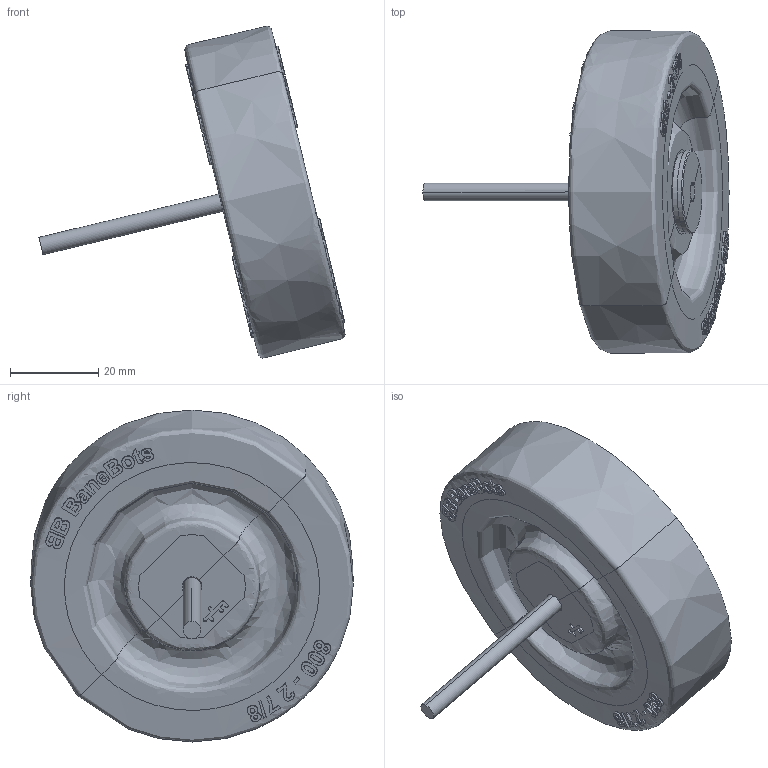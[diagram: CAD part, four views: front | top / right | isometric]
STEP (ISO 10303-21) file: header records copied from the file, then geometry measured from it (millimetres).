
FILE_DESCRIPTION (( 'STEP AP203' ), '1' );
FILE_NAME ('Wheel+Hub+LongAxle_SIMPLIFIED_Default_sldprt.STEP', '2021-05-20T08:14:32', ( '' ), ( '' ), 'SwSTEP 2.0', 'SolidWorks 2020', '' );
FILE_SCHEMA (( 'CONFIG_CONTROL_DESIGN' ));
Length unit declared in the file: inch
Products named in the file (1): Wheel+Hub+LongAxle_SIMPLIFIED_Default_sldprt
Bounding box: 69.34 x 73.03 x 75.2 mm (x, y, z)
Volume: 70528 mm3; surface area: 28975.4 mm2
Topology: 4 solids, 4 shells, 391 faces, 914 edges, 595 vertices
Faces by surface type: bspline 336, plane 53, cylinder 2
Entity records: 23311 total; most frequent: CARTESIAN_POINT 17280, ORIENTED_EDGE 1828, EDGE_CURVE 914, B_SPLINE_CURVE_WITH_KNOTS 783, VERTEX_POINT 595, EDGE_LOOP 465, ADVANCED_FACE 391, FACE_OUTER_BOUND 391
